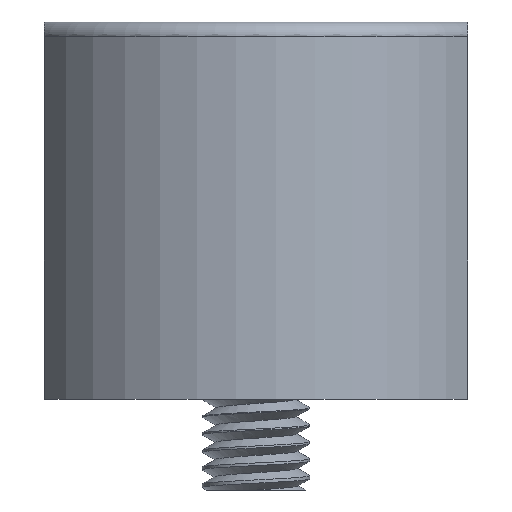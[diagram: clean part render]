
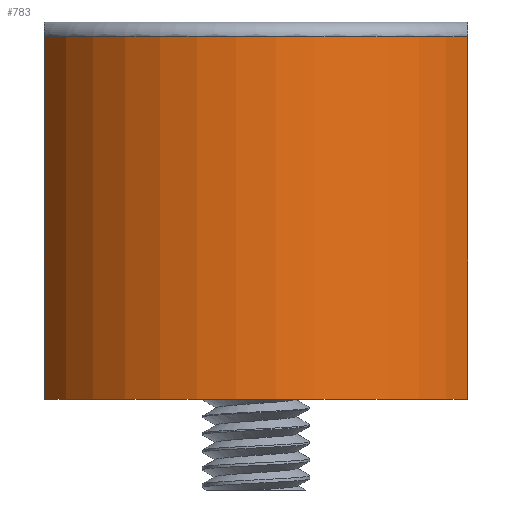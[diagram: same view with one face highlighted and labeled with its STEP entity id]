
A CAD part, front view. The second image highlights one B-rep face of the part: STEP entity #783.
In plain terms, the highlighted cylindrical face has radius 12.7 mm (diameter 25.4 mm), a partial arc.
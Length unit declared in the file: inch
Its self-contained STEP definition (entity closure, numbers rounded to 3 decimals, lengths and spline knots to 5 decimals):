
#98=FACE_OUTER_BOUND('',#146,.T.);
#146=EDGE_LOOP('',(#628,#629,#630,#631));
#181=CIRCLE('',#883,0.5);
#184=CIRCLE('',#890,0.5);
#259=LINE('',#4208,#299);
#261=LINE('',#4231,#301);
#299=VECTOR('',#1011,0.3937);
#301=VECTOR('',#1025,0.3937);
#355=VERTEX_POINT('',#4158);
#358=VERTEX_POINT('',#4174);
#362=VERTEX_POINT('',#4206);
#365=VERTEX_POINT('',#4229);
#454=EDGE_CURVE('',#358,#355,#181,.T.);
#459=EDGE_CURVE('',#362,#358,#259,.T.);
#464=EDGE_CURVE('',#362,#365,#184,.T.);
#465=EDGE_CURVE('',#365,#355,#261,.T.);
#628=ORIENTED_EDGE('',*,*,#454,.F.);
#629=ORIENTED_EDGE('',*,*,#459,.F.);
#630=ORIENTED_EDGE('',*,*,#464,.T.);
#631=ORIENTED_EDGE('',*,*,#465,.T.);
#755=CYLINDRICAL_SURFACE('',#889,0.5);
#783=ADVANCED_FACE('',(#98),#755,.T.);
#883=AXIS2_PLACEMENT_3D('',#4187,#1004,#1005);
#889=AXIS2_PLACEMENT_3D('',#4228,#1021,#1022);
#890=AXIS2_PLACEMENT_3D('',#4230,#1023,#1024);
#1004=DIRECTION('center_axis',(0.,0.,1.));
#1005=DIRECTION('ref_axis',(0.,1.,0.));
#1011=DIRECTION('',(0.,0.,1.));
#1021=DIRECTION('center_axis',(0.,0.,1.));
#1022=DIRECTION('ref_axis',(1.,0.,0.));
#1023=DIRECTION('center_axis',(0.,0.,1.));
#1024=DIRECTION('ref_axis',(1.,0.,0.));
#1025=DIRECTION('',(0.,0.,1.));
#4158=CARTESIAN_POINT('',(-0.4375,0.24206,0.75));
#4174=CARTESIAN_POINT('',(0.4375,0.24206,0.75));
#4187=CARTESIAN_POINT('Origin',(0.,0.,0.75));
#4206=CARTESIAN_POINT('',(0.4375,0.24206,0.));
#4208=CARTESIAN_POINT('',(0.4375,0.24206,0.));
#4228=CARTESIAN_POINT('Origin',(0.,0.,0.));
#4229=CARTESIAN_POINT('',(-0.4375,0.24206,0.));
#4230=CARTESIAN_POINT('Origin',(0.,0.,0.));
#4231=CARTESIAN_POINT('',(-0.4375,0.24206,0.));
